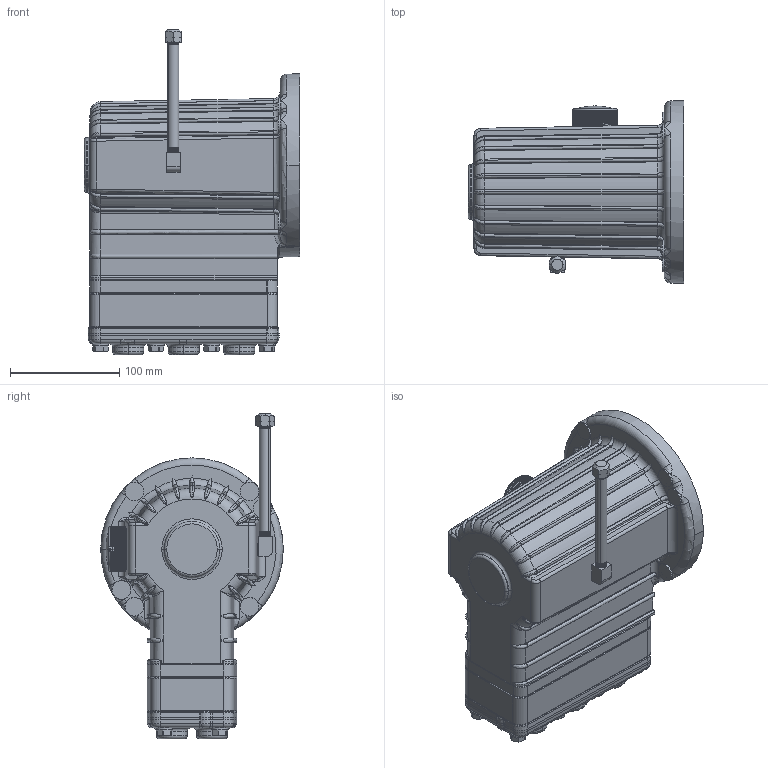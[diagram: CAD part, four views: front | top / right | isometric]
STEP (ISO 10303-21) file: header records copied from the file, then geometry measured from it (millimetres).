
FILE_DESCRIPTION (( 'STEP AP214' ), '1' );
FILE_NAME ('GEV120S-GEB.step', '2025-04-01T17:07:44', ( '' ), ( '' ), 'SwSTEP 2.0', 'SolidWorks 2024', '' );
FILE_SCHEMA (( 'AUTOMOTIVE_DESIGN' ));
Length unit declared in the file: inch
Products named in the file (1): GEV120S-GEB
Bounding box: 196.85 x 167.09 x 298.04 mm (x, y, z)
Volume: 3149919.8 mm3; surface area: 457775.1 mm2
Topology: 43 solids, 49 shells, 3944 faces, 9608 edges, 5830 vertices
Faces by surface type: plane 996, cylinder 895, torus 721, cone 627, bspline 623, sphere 82
Entity records: 143551 total; most frequent: CARTESIAN_POINT 54183, ORIENTED_EDGE 19124, DIRECTION 18418, EDGE_CURVE 9562, AXIS2_PLACEMENT_3D 7527, VERTEX_POINT 5830, CIRCLE 4205, EDGE_LOOP 4078
